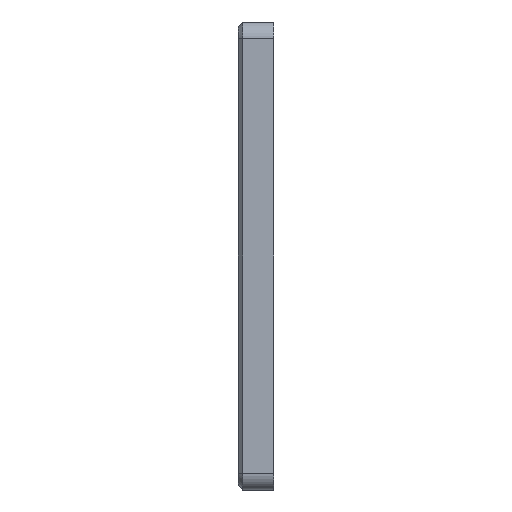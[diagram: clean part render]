
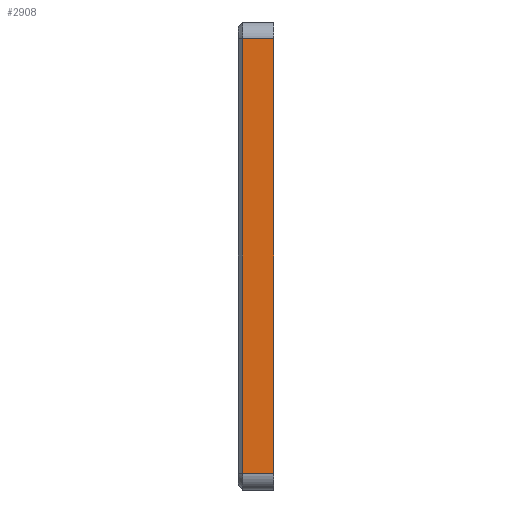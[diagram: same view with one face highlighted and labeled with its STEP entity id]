
A CAD part, left-side view. The second image highlights one B-rep face of the part: STEP entity #2908.
In plain terms, the highlighted planar face has unit normal (-1, 0, 0).
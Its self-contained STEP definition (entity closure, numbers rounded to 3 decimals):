
#408=FACE_OUTER_BOUND('',#602,.T.);
#602=EDGE_LOOP('',(#2494,#2495,#2496,#2497));
#842=LINE('',#4725,#1099);
#847=LINE('',#4741,#1104);
#897=LINE('',#4872,#1154);
#899=LINE('',#4935,#1156);
#1099=VECTOR('',#3773,10.);
#1104=VECTOR('',#3792,10.);
#1154=VECTOR('',#3926,10.);
#1156=VECTOR('',#3998,10.);
#1342=VERTEX_POINT('',#4719);
#1343=VERTEX_POINT('',#4723);
#1347=VERTEX_POINT('',#4739);
#1386=VERTEX_POINT('',#4870);
#1684=EDGE_CURVE('',#1342,#1343,#842,.T.);
#1692=EDGE_CURVE('',#1347,#1342,#847,.T.);
#1757=EDGE_CURVE('',#1386,#1347,#897,.T.);
#1792=EDGE_CURVE('',#1343,#1386,#899,.T.);
#2494=ORIENTED_EDGE('',*,*,#1684,.F.);
#2495=ORIENTED_EDGE('',*,*,#1692,.F.);
#2496=ORIENTED_EDGE('',*,*,#1757,.F.);
#2497=ORIENTED_EDGE('',*,*,#1792,.F.);
#2770=PLANE('',#3205);
#2908=ADVANCED_FACE('',(#408),#2770,.T.);
#3205=AXIS2_PLACEMENT_3D('',#4937,#4000,#4001);
#3773=DIRECTION('',(0.,0.,1.));
#3792=DIRECTION('',(0.,1.,0.));
#3926=DIRECTION('',(0.,0.,-1.));
#3998=DIRECTION('',(0.,-1.,0.));
#4000=DIRECTION('center_axis',(-1.,0.,0.));
#4001=DIRECTION('ref_axis',(0.,0.,1.));
#4719=CARTESIAN_POINT('',(-4.975,7.3,-3.475));
#4723=CARTESIAN_POINT('',(-4.975,7.3,98.725));
#4725=CARTESIAN_POINT('',(-4.975,7.3,20.075));
#4739=CARTESIAN_POINT('',(-4.975,0.,-3.475));
#4741=CARTESIAN_POINT('',(-4.975,0.,-3.475));
#4870=CARTESIAN_POINT('',(-4.975,0.,98.725));
#4872=CARTESIAN_POINT('',(-4.975,0.,102.725));
#4935=CARTESIAN_POINT('',(-4.975,0.,98.725));
#4937=CARTESIAN_POINT('Origin',(-4.975,0.,-7.475));
